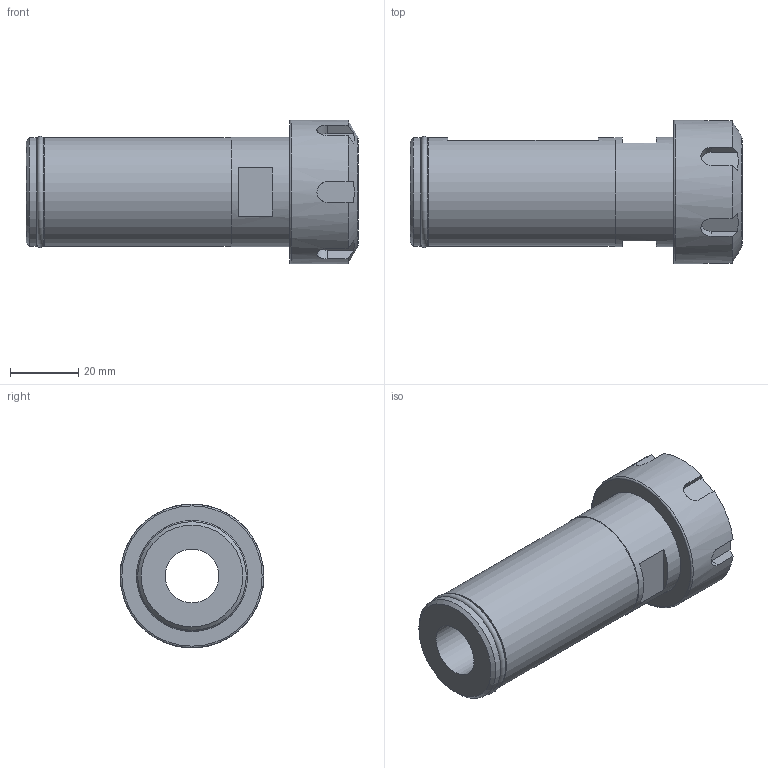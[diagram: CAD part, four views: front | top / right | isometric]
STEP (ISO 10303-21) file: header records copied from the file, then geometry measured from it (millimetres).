
FILE_DESCRIPTION(/* description */ (''),/* implementation_level */ '2;1');
FILE_NAME(/* name */ 'S125-ER25-0236NC.stp',/* time_stamp */ '2019-06-17T16:08:18-05:00',/* author */ ('ldfli'),/* organization */ (''),/* preprocessor_version */ 'ST-DEVELOPER v18',/* originating_system */ 'Autodesk Inventor LT',/* authorisation */ '');
FILE_SCHEMA (('AUTOMOTIVE_DESIGN { 1 0 10303 214 3 1 1 }'));
Length unit declared in the file: millimetre
Products named in the file (1): S125-ER25-0236NC
Bounding box: 97 x 42 x 42 mm (x, y, z)
Volume: 58191.9 mm3; surface area: 21919.1 mm2
Topology: 3 solids, 3 shells, 72 faces, 207 edges, 149 vertices
Faces by surface type: plane 39, cylinder 19, cone 8, torus 6
Full cylindrical faces by diameter (mm): 15.748 x1, 18 x1, 20.515 x1, 23.5 x1, 28.5 x1, 28.91 x2, 30.5 x1, 31.75 x2, 32 x1, 33.72 x1, 42 x1
Entity records: 2577 total; most frequent: CARTESIAN_POINT 575, DIRECTION 428, ORIENTED_EDGE 414, EDGE_CURVE 207, AXIS2_PLACEMENT_3D 179, VERTEX_POINT 149, CIRCLE 106, EDGE_LOOP 86
